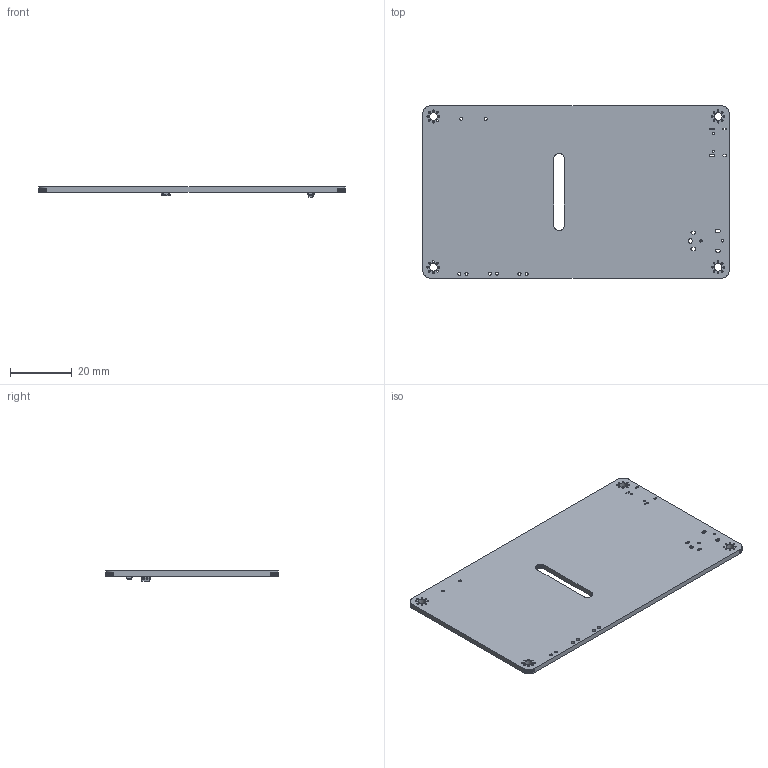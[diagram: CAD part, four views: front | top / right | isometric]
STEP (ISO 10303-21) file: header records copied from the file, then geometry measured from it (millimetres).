
FILE_DESCRIPTION(('KiCad electronic assembly'),'2;1');
FILE_NAME('pcb.step','2023-05-03T22:42:32',('Pcbnew'),('Kicad'), 'Open CASCADE STEP processor 7.5','KiCad to STEP converter','Unknown' );
FILE_SCHEMA(('AUTOMOTIVE_DESIGN { 1 0 10303 214 1 1 1 1 }'));
Length unit declared in the file: millimetre
Products named in the file (6): pcb 1; SOT-23-6; SOLID; SOT-23; mp3_test_board PCB
Assembly tree (5 placements, depth 3):
  pcb 1
    SOT-23-6
      SOLID
    SOT-23
      SOLID
    mp3_test_board PCB
Bounding box: 99.49 x 56 x 3.25 mm (x, y, z)
Volume: 8983.5 mm3; surface area: 11768.4 mm2
Topology: 3 solids, 3 shells, 546 faces, 1530 edges, 990 vertices
Faces by surface type: plane 405, cylinder 84, bspline 57
Full cylindrical faces by diameter (mm): 0.5 x32, 0.65 x2, 0.762 x2, 1 x8, 2.5 x4
Entity records: 39174 total; most frequent: CARTESIAN_POINT 7338, DIRECTION 5442, LINE 4080, VECTOR 4080, ORIENTED_EDGE 3060, PCURVE 3060, DEFINITIONAL_REPRESENTATION 3060, EDGE_CURVE 1530
